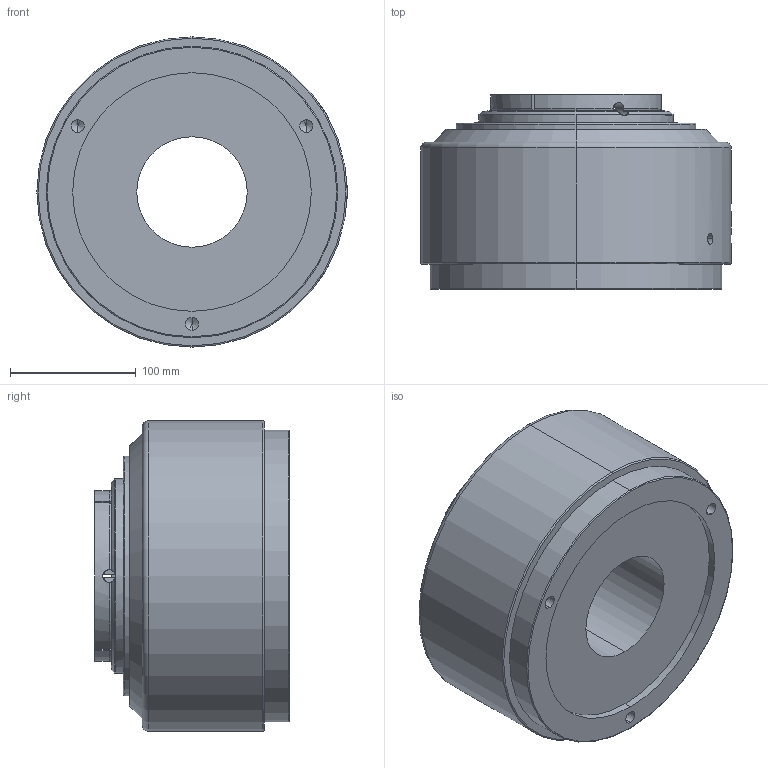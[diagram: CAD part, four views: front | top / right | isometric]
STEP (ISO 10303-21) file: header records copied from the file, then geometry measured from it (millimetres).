
FILE_DESCRIPTION (( 'STEP AP214' ), '1' );
FILE_NAME ('GH-90.STEP', '2023-04-01T07:32:57', ( '' ), ( '' ), 'SwSTEP 2.0', 'SolidWorks 2021', '' );
FILE_SCHEMA (( 'AUTOMOTIVE_DESIGN' ));
Length unit declared in the file: millimetre
Products named in the file (1): GH-90
Bounding box: 247 x 155 x 247 mm (x, y, z)
Volume: 5225828.9 mm3; surface area: 240722.7 mm2
Topology: 1 solids, 1 shells, 187 faces, 481 edges, 278 vertices
Faces by surface type: cylinder 61, cone 34, plane 30, torus 28, sphere 23, bspline 11
Entity records: 7092 total; most frequent: CARTESIAN_POINT 2685, DIRECTION 955, ORIENTED_EDGE 910, EDGE_CURVE 455, AXIS2_PLACEMENT_3D 408, VERTEX_POINT 278, CIRCLE 231, EDGE_LOOP 203
